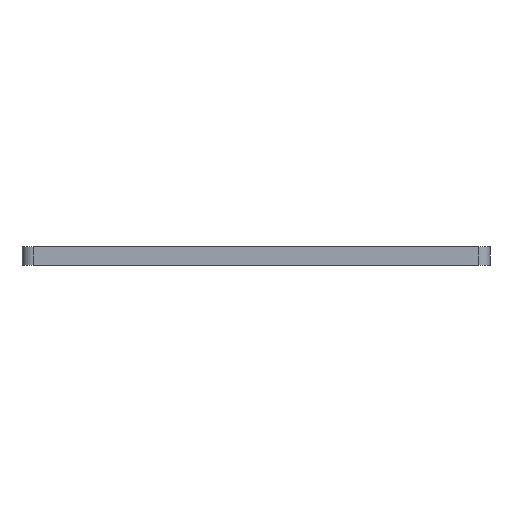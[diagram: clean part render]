
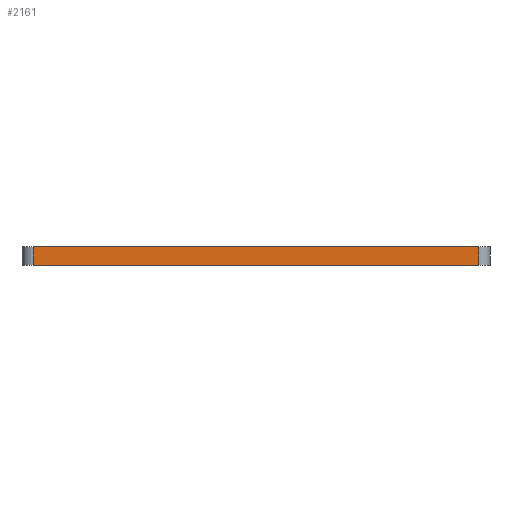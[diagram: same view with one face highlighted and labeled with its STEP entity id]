
A CAD part, left-side view. The second image highlights one B-rep face of the part: STEP entity #2161.
In plain terms, the highlighted planar face has unit normal (-1, 0, 0).
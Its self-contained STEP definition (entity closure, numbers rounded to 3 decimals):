
#271 = VECTOR ( 'NONE', #874, 1000. ) ;
#374 = VERTEX_POINT ( 'NONE', #1287 ) ;
#417 = CARTESIAN_POINT ( 'NONE',  ( -145.348, 57.633, 0. ) ) ;
#468 = CARTESIAN_POINT ( 'NONE',  ( -145.348, -137.367, 8. ) ) ;
#490 = EDGE_CURVE ( 'NONE', #1974, #374, #3043, .T. ) ;
#496 = ORIENTED_EDGE ( 'NONE', *, *, #490, .T. ) ;
#629 = ORIENTED_EDGE ( 'NONE', *, *, #836, .F. ) ;
#642 = ORIENTED_EDGE ( 'NONE', *, *, #1970, .T. ) ;
#832 = DIRECTION ( 'NONE',  ( 0., 0., -1. ) ) ;
#836 = EDGE_CURVE ( 'NONE', #1066, #374, #1954, .T. ) ;
#874 = DIRECTION ( 'NONE',  ( 0., -1., 0. ) ) ;
#911 = ORIENTED_EDGE ( 'NONE', *, *, #1002, .F. ) ;
#947 = VECTOR ( 'NONE', #1671, 1000. ) ;
#950 = CARTESIAN_POINT ( 'NONE',  ( -145.348, 57.633, 8. ) ) ;
#1002 = EDGE_CURVE ( 'NONE', #2774, #1066, #2337, .T. ) ;
#1033 = VECTOR ( 'NONE', #832, 1000. ) ;
#1066 = VERTEX_POINT ( 'NONE', #468 ) ;
#1114 = VECTOR ( 'NONE', #3195, 1000. ) ;
#1287 = CARTESIAN_POINT ( 'NONE',  ( -145.348, -137.367, 0. ) ) ;
#1458 = PLANE ( 'NONE',  #2002 ) ;
#1671 = DIRECTION ( 'NONE',  ( 0., -1., 0. ) ) ;
#1691 = CARTESIAN_POINT ( 'NONE',  ( -145.348, 57.633, 0. ) ) ;
#1818 = CARTESIAN_POINT ( 'NONE',  ( -145.348, 57.633, 8. ) ) ;
#1943 = DIRECTION ( 'NONE',  ( 0., 1., 0. ) ) ;
#1954 = LINE ( 'NONE', #2102, #1033 ) ;
#1970 = EDGE_CURVE ( 'NONE', #2774, #1974, #2506, .T. ) ;
#1974 = VERTEX_POINT ( 'NONE', #1691 ) ;
#1982 = EDGE_LOOP ( 'NONE', ( #496, #629, #911, #642 ) ) ;
#2002 = AXIS2_PLACEMENT_3D ( 'NONE', #950, #2973, #1943 ) ;
#2079 = FACE_OUTER_BOUND ( 'NONE', #1982, .T. ) ;
#2102 = CARTESIAN_POINT ( 'NONE',  ( -145.348, -137.367, 8. ) ) ;
#2161 = ADVANCED_FACE ( 'NONE', ( #2079 ), #1458, .T. ) ;
#2228 = CARTESIAN_POINT ( 'NONE',  ( -145.348, 57.633, 8. ) ) ;
#2337 = LINE ( 'NONE', #2383, #271 ) ;
#2383 = CARTESIAN_POINT ( 'NONE',  ( -145.348, 57.633, 8. ) ) ;
#2506 = LINE ( 'NONE', #2228, #1114 ) ;
#2774 = VERTEX_POINT ( 'NONE', #1818 ) ;
#2973 = DIRECTION ( 'NONE',  ( -1., 0., 0. ) ) ;
#3043 = LINE ( 'NONE', #417, #947 ) ;
#3195 = DIRECTION ( 'NONE',  ( 0., 0., -1. ) ) ;
